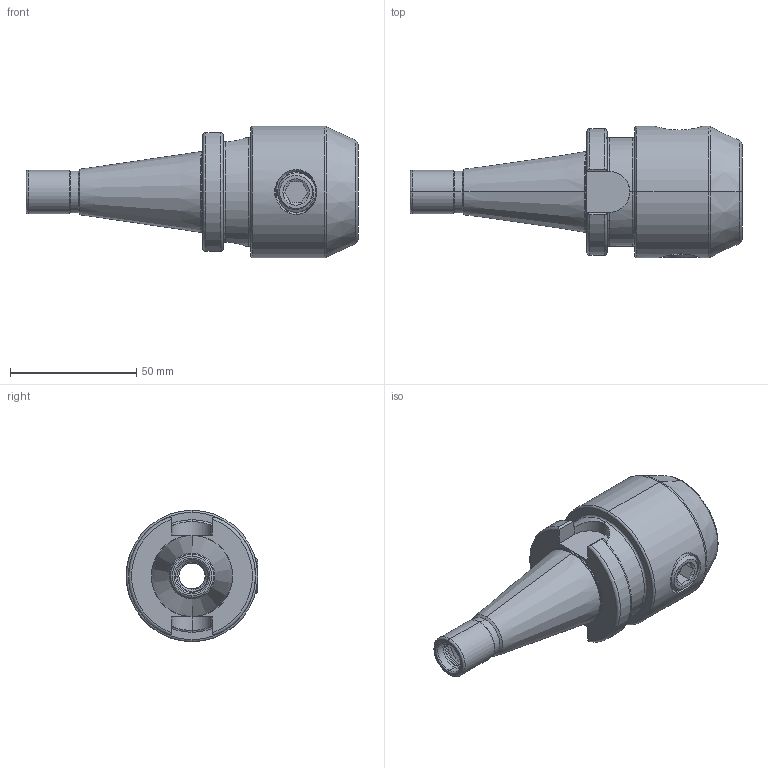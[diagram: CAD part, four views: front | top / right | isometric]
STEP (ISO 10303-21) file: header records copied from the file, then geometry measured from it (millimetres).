
FILE_DESCRIPTION (( 'STEP AP203' ), '1' );
FILE_NAME ('301.04.20.STEP', '2016-11-26T04:02:11', ( '' ), ( '' ), 'SwSTEP 2.0', 'SolidWorks 2012', '' );
FILE_SCHEMA (( 'CONFIG_CONTROL_DESIGN' ));
Length unit declared in the file: millimetre
Products named in the file (3): 301.04.20; 側固16_M16x2_16L
Assembly tree (2 placements, depth 2):
  301.04.20
    301.04.20
    側固16_M16x2_16L
Bounding box: 131.4 x 52 x 52 mm (x, y, z)
Volume: 115374.4 mm3; surface area: 27383.1 mm2
Topology: 2 solids, 2 shells, 177 faces, 454 edges, 286 vertices
Faces by surface type: cylinder 73, torus 28, plane 28, cone 26, bspline 20, sphere 2
Entity records: 16580 total; most frequent: CARTESIAN_POINT 12482, ORIENTED_EDGE 904, DIRECTION 692, EDGE_CURVE 452, VERTEX_POINT 286, AXIS2_PLACEMENT_3D 280, EDGE_LOOP 188, FACE_OUTER_BOUND 177
